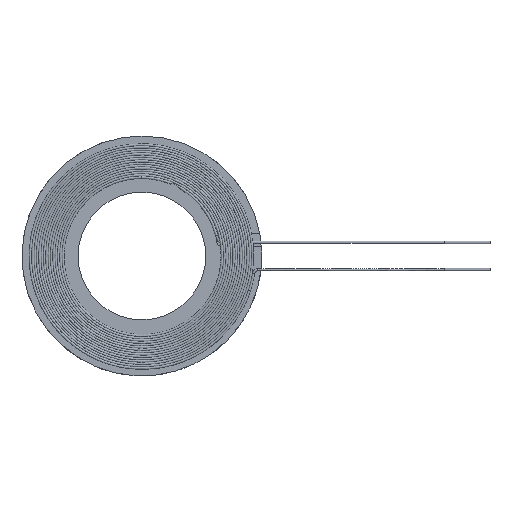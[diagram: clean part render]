
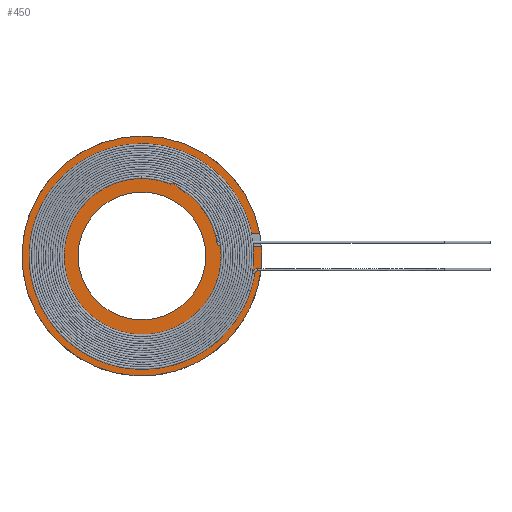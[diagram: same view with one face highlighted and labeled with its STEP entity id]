
A CAD part, top view. The second image highlights one B-rep face of the part: STEP entity #450.
In plain terms, the highlighted planar face has unit normal (0, 0, 1).
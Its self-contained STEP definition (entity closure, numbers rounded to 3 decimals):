
#64=PLANE('',#627);
#81=LINE('',#829,#97);
#85=LINE('',#841,#101);
#97=VECTOR('',#706,1000.);
#101=VECTOR('',#718,1000.);
#152=ORIENTED_EDGE('',*,*,#230,.T.);
#153=ORIENTED_EDGE('',*,*,#217,.F.);
#154=ORIENTED_EDGE('',*,*,#227,.F.);
#155=ORIENTED_EDGE('',*,*,#224,.F.);
#156=ORIENTED_EDGE('',*,*,#221,.F.);
#217=EDGE_CURVE('',#263,#264,#298,.T.);
#221=EDGE_CURVE('',#264,#267,#81,.T.);
#224=EDGE_CURVE('',#267,#269,#300,.T.);
#227=EDGE_CURVE('',#269,#263,#85,.T.);
#230=EDGE_CURVE('',#272,#272,#303,.T.);
#263=VERTEX_POINT('',#821);
#264=VERTEX_POINT('',#822);
#267=VERTEX_POINT('',#830);
#269=VERTEX_POINT('',#836);
#272=VERTEX_POINT('',#848);
#298=CIRCLE('',#618,13.15);
#300=CIRCLE('',#622,0.75);
#303=CIRCLE('',#628,7.);
#333=EDGE_LOOP('',(#152));
#334=EDGE_LOOP('',(#153,#154,#155,#156));
#388=FACE_BOUND('',#333,.T.);
#389=FACE_BOUND('',#334,.T.);
#450=ADVANCED_FACE('',(#388,#389),#64,.F.);
#618=AXIS2_PLACEMENT_3D('',#820,#698,#699);
#622=AXIS2_PLACEMENT_3D('',#835,#711,#712);
#627=AXIS2_PLACEMENT_3D('',#846,#724,#725);
#628=AXIS2_PLACEMENT_3D('',#847,#726,#727);
#698=DIRECTION('',(0.,0.,-1.));
#699=DIRECTION('',(-1.,0.,0.));
#706=DIRECTION('',(-1.,0.,0.));
#711=DIRECTION('',(0.,0.,1.));
#712=DIRECTION('',(1.,0.,0.));
#718=DIRECTION('',(1.,0.,0.));
#724=DIRECTION('',(0.,0.,-1.));
#725=DIRECTION('',(-1.,0.,0.));
#726=DIRECTION('',(0.,0.,-1.));
#727=DIRECTION('',(-1.,0.,0.));
#820=CARTESIAN_POINT('',(0.,0.,0.));
#821=CARTESIAN_POINT('',(13.112,1.,0.));
#822=CARTESIAN_POINT('',(12.91,2.5,0.));
#829=CARTESIAN_POINT('',(12.91,2.5,0.));
#830=CARTESIAN_POINT('',(8.9,2.5,0.));
#835=CARTESIAN_POINT('',(8.9,1.75,0.));
#836=CARTESIAN_POINT('',(8.9,1.,0.));
#841=CARTESIAN_POINT('',(8.9,1.,0.));
#846=CARTESIAN_POINT('',(0.,0.,0.));
#847=CARTESIAN_POINT('',(0.,0.,0.));
#848=CARTESIAN_POINT('',(-7.,0.,0.));
